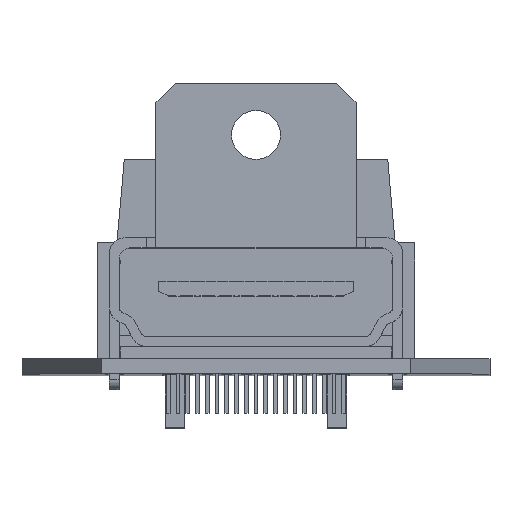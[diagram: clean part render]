
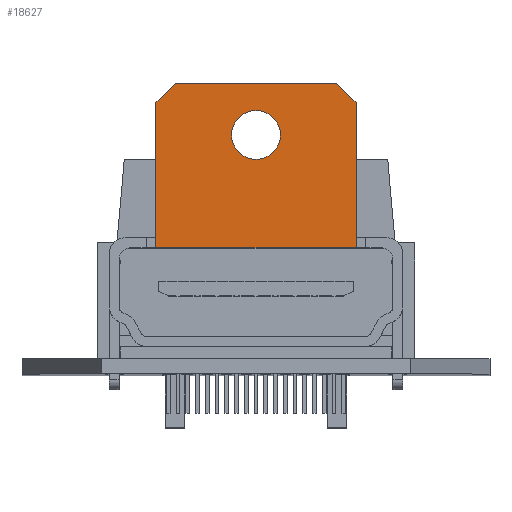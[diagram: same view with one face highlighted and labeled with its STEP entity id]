
A CAD part, top view. The second image highlights one B-rep face of the part: STEP entity #18627.
In plain terms, the highlighted planar face has unit normal (0, 0, 1).
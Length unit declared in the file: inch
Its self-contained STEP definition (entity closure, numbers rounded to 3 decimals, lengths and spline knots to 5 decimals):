
#625 = DIRECTION ( 'NONE',  ( 0., 0., 1. ) ) ;
#1151 = EDGE_LOOP ( 'NONE', ( #9936, #13309 ) ) ;
#3102 = DIRECTION ( 'NONE',  ( -1., 0., 0. ) ) ;
#3558 = VERTEX_POINT ( 'NONE', #3666 ) ;
#3666 = CARTESIAN_POINT ( 'NONE',  ( -0.202, 0.08957, 0.22756 ) ) ;
#4287 = VERTEX_POINT ( 'NONE', #48504 ) ;
#4400 = LINE ( 'NONE', #34433, #23404 ) ;
#6031 = DIRECTION ( 'NONE',  ( 0., 1., 0. ) ) ;
#6805 = CARTESIAN_POINT ( 'NONE',  ( 0., 0.31757, 0.22756 ) ) ;
#6972 = EDGE_CURVE ( 'NONE', #38041, #3558, #31361, .T. ) ;
#7255 = EDGE_CURVE ( 'NONE', #23083, #35553, #23073, .T. ) ;
#7324 = EDGE_LOOP ( 'NONE', ( #47754, #12053, #38965, #46680, #23651, #32976 ) ) ;
#7912 = DIRECTION ( 'NONE',  ( -0.707, -0.707, 0. ) ) ;
#9734 = AXIS2_PLACEMENT_3D ( 'NONE', #23362, #625, #27200 ) ;
#9936 = ORIENTED_EDGE ( 'NONE', *, *, #15883, .F. ) ;
#9970 = CARTESIAN_POINT ( 'NONE',  ( -0.296, 0.10984, 0.22756 ) ) ;
#10000 = VECTOR ( 'NONE', #11901, 39.37008 ) ;
#10476 = AXIS2_PLACEMENT_3D ( 'NONE', #6805, #33312, #10564 ) ;
#10564 = DIRECTION ( 'NONE',  ( 1., 0., 0. ) ) ;
#11901 = DIRECTION ( 'NONE',  ( 0., -1., 0. ) ) ;
#12053 = ORIENTED_EDGE ( 'NONE', *, *, #48173, .T. ) ;
#12997 = DIRECTION ( 'NONE',  ( -1., 0., 0. ) ) ;
#13309 = ORIENTED_EDGE ( 'NONE', *, *, #14460, .F. ) ;
#14460 = EDGE_CURVE ( 'NONE', #4287, #42729, #22937, .T. ) ;
#15883 = EDGE_CURVE ( 'NONE', #42729, #4287, #37017, .T. ) ;
#16335 = CARTESIAN_POINT ( 'NONE',  ( -0.16263, 0.42184, 0.22756 ) ) ;
#18627 = ADVANCED_FACE ( 'NONE', ( #44517, #26690 ), #32712, .F. ) ;
#19670 = CARTESIAN_POINT ( 'NONE',  ( 0.202, 0.08957, 0.22756 ) ) ;
#19833 = LINE ( 'NONE', #43206, #37618 ) ;
#20113 = VERTEX_POINT ( 'NONE', #19670 ) ;
#21470 = DIRECTION ( 'NONE',  ( -1., 0., 0. ) ) ;
#22937 = CIRCLE ( 'NONE', #10476, 0.04921 ) ;
#23073 = LINE ( 'NONE', #32280, #31942 ) ;
#23083 = VERTEX_POINT ( 'NONE', #32944 ) ;
#23362 = CARTESIAN_POINT ( 'NONE',  ( 0., 0.31757, 0.22756 ) ) ;
#23404 = VECTOR ( 'NONE', #7912, 39.37008 ) ;
#23651 = ORIENTED_EDGE ( 'NONE', *, *, #43465, .T. ) ;
#26690 = FACE_OUTER_BOUND ( 'NONE', #7324, .T. ) ;
#27038 = CARTESIAN_POINT ( 'NONE',  ( -0.202, 0.10984, 0.22756 ) ) ;
#27200 = DIRECTION ( 'NONE',  ( 1., 0., 0. ) ) ;
#27847 = VECTOR ( 'NONE', #6031, 39.37008 ) ;
#28489 = DIRECTION ( 'NONE',  ( -0.707, 0.707, 0. ) ) ;
#30446 = CARTESIAN_POINT ( 'NONE',  ( -0.16263, 0.42184, 0.22756 ) ) ;
#31361 = LINE ( 'NONE', #27038, #10000 ) ;
#31942 = VECTOR ( 'NONE', #28489, 39.37008 ) ;
#32280 = CARTESIAN_POINT ( 'NONE',  ( 0.16263, 0.42184, 0.22756 ) ) ;
#32712 = PLANE ( 'NONE',  #46149 ) ;
#32944 = CARTESIAN_POINT ( 'NONE',  ( 0.202, 0.38247, 0.22756 ) ) ;
#32976 = ORIENTED_EDGE ( 'NONE', *, *, #6972, .T. ) ;
#33312 = DIRECTION ( 'NONE',  ( 0., 0., 1. ) ) ;
#34433 = CARTESIAN_POINT ( 'NONE',  ( -0.202, 0.38247, 0.22756 ) ) ;
#35553 = VERTEX_POINT ( 'NONE', #41921 ) ;
#35730 = EDGE_CURVE ( 'NONE', #35553, #42262, #37047, .T. ) ;
#37017 = CIRCLE ( 'NONE', #9734, 0.04921 ) ;
#37047 = LINE ( 'NONE', #16335, #45994 ) ;
#37618 = VECTOR ( 'NONE', #3102, 39.37008 ) ;
#37906 = LINE ( 'NONE', #47688, #27847 ) ;
#38041 = VERTEX_POINT ( 'NONE', #43548 ) ;
#38965 = ORIENTED_EDGE ( 'NONE', *, *, #7255, .T. ) ;
#41709 = CARTESIAN_POINT ( 'NONE',  ( 0.04921, 0.31757, 0.22756 ) ) ;
#41921 = CARTESIAN_POINT ( 'NONE',  ( 0.16263, 0.42184, 0.22756 ) ) ;
#42262 = VERTEX_POINT ( 'NONE', #30446 ) ;
#42729 = VERTEX_POINT ( 'NONE', #41709 ) ;
#43206 = CARTESIAN_POINT ( 'NONE',  ( -0.25269, 0.08957, 0.22756 ) ) ;
#43465 = EDGE_CURVE ( 'NONE', #42262, #38041, #4400, .T. ) ;
#43548 = CARTESIAN_POINT ( 'NONE',  ( -0.202, 0.38247, 0.22756 ) ) ;
#44241 = DIRECTION ( 'NONE',  ( 0., 0., -1. ) ) ;
#44517 = FACE_BOUND ( 'NONE', #1151, .T. ) ;
#45556 = EDGE_CURVE ( 'NONE', #20113, #3558, #19833, .T. ) ;
#45994 = VECTOR ( 'NONE', #12997, 39.37008 ) ;
#46149 = AXIS2_PLACEMENT_3D ( 'NONE', #9970, #44241, #21470 ) ;
#46680 = ORIENTED_EDGE ( 'NONE', *, *, #35730, .T. ) ;
#47688 = CARTESIAN_POINT ( 'NONE',  ( 0.202, 0.38247, 0.22756 ) ) ;
#47754 = ORIENTED_EDGE ( 'NONE', *, *, #45556, .F. ) ;
#48173 = EDGE_CURVE ( 'NONE', #20113, #23083, #37906, .T. ) ;
#48504 = CARTESIAN_POINT ( 'NONE',  ( -0.04921, 0.31757, 0.22756 ) ) ;
